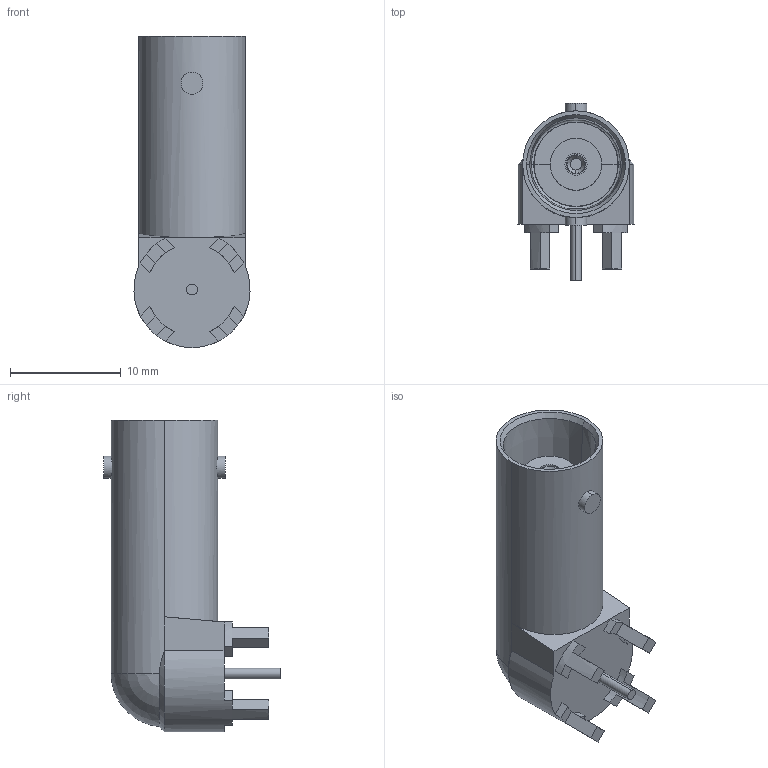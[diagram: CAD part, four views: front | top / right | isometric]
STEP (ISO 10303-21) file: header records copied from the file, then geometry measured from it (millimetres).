
FILE_DESCRIPTION((''),'2;1');
FILE_NAME('C-2466267-1','2023-09-14T08:57:43',('workeradm'),('TE Connectivity Ltd.'),'CREO PARAMETRIC BY PTC INC, 2021072','CREO PARAMETRIC BY PTC INC, 2021072','');
FILE_SCHEMA(('AUTOMOTIVE_DESIGN { 1 0 10303 214 1 1 1 1 }'));
Length unit declared in the file: millimetre
Products named in the file (1): C-2466267-1
Bounding box: 10.49 x 15.99 x 28.15 mm (x, y, z)
Volume: 1771 mm3; surface area: 1441.3 mm2
Topology: 1 solids, 1 shells, 78 faces, 189 edges, 119 vertices
Faces by surface type: plane 41, cylinder 19, cone 12, bspline 2, torus 2, sphere 2
Entity records: 2500 total; most frequent: CARTESIAN_POINT 590, DIRECTION 410, ORIENTED_EDGE 374, EDGE_CURVE 187, AXIS2_PLACEMENT_3D 155, VERTEX_POINT 119, VECTOR 100, LINE 100
